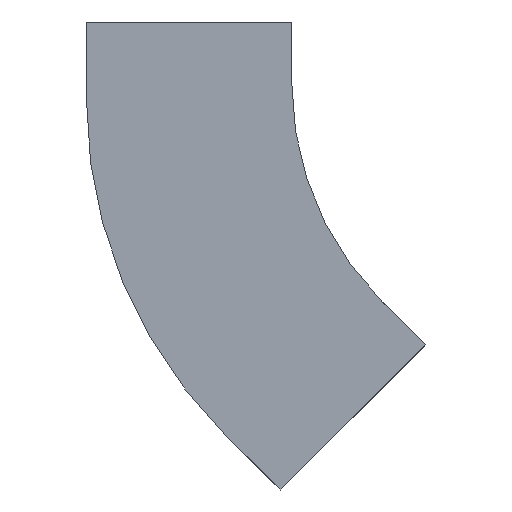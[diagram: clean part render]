
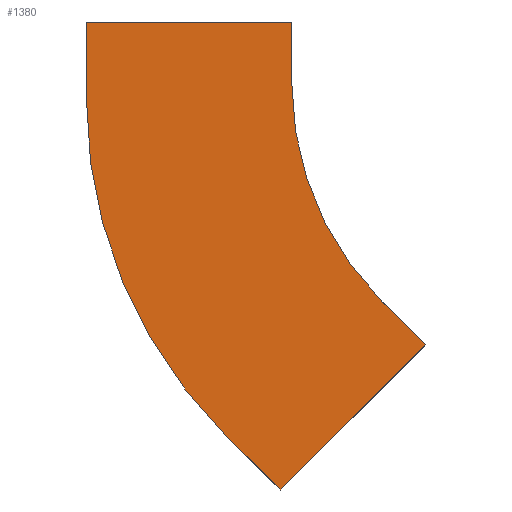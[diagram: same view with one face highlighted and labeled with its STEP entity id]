
A CAD part, front view. The second image highlights one B-rep face of the part: STEP entity #1380.
In plain terms, the highlighted planar face has unit normal (0, -1, 0).
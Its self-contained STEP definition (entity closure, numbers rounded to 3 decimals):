
#4 = CARTESIAN_POINT ( 'NONE',  ( -50., 0., 0. ) ) ;
#6 = DIRECTION ( 'NONE',  ( 0., 0., 1. ) ) ;
#12 = CARTESIAN_POINT ( 'NONE',  ( -50., 0., 0. ) ) ;
#13 = DIRECTION ( 'NONE',  ( 1., 0., 0. ) ) ;
#41 = DIRECTION ( 'NONE',  ( 0., 0., -1. ) ) ;
#43 = CARTESIAN_POINT ( 'NONE',  ( 50., 0., 0. ) ) ;
#53 = CARTESIAN_POINT ( 'NONE',  ( 200., 0., -30. ) ) ;
#54 = DIRECTION ( 'NONE',  ( 0., -1., 0. ) ) ;
#55 = DIRECTION ( 'NONE',  ( 0., 0., -1. ) ) ;
#75 = DIRECTION ( 'NONE',  ( 0.707, 0., -0.707 ) ) ;
#78 = CARTESIAN_POINT ( 'NONE',  ( 115.147, 0., -157.279 ) ) ;
#92 = CARTESIAN_POINT ( 'NONE',  ( 44.437, 0., -227.99 ) ) ;
#93 = DIRECTION ( 'NONE',  ( -0.707, 0., -0.707 ) ) ;
#269 = FACE_OUTER_BOUND ( 'NONE', #1569, .T. ) ;
#366 = CARTESIAN_POINT ( 'NONE',  ( 17.365, 0., -200.919 ) ) ;
#373 = CARTESIAN_POINT ( 'NONE',  ( 44.437, 0., -227.99 ) ) ;
#382 = CARTESIAN_POINT ( 'NONE',  ( 115.147, 0., -157.279 ) ) ;
#388 = CARTESIAN_POINT ( 'NONE',  ( 93.934, 0., -136.066 ) ) ;
#394 = CARTESIAN_POINT ( 'NONE',  ( 50., 0., -30. ) ) ;
#406 = CARTESIAN_POINT ( 'NONE',  ( -50., 0., 0. ) ) ;
#407 = CARTESIAN_POINT ( 'NONE',  ( 50., 0., 0. ) ) ;
#412 = CARTESIAN_POINT ( 'NONE',  ( -50., 0., -38.284 ) ) ;
#435 = DIRECTION ( 'NONE',  ( -0.707, 0., 0.707 ) ) ;
#438 = CARTESIAN_POINT ( 'NONE',  ( 17.365, 0., -200.919 ) ) ;
#445 = CARTESIAN_POINT ( 'NONE',  ( 180., 0., -38.284 ) ) ;
#446 = DIRECTION ( 'NONE',  ( 0., 1., 0. ) ) ;
#447 = DIRECTION ( 'NONE',  ( 0., 0., 1. ) ) ;
#499 = LINE ( 'NONE', #4, #503 ) ;
#503 = VECTOR ( 'NONE', #6, 1000. ) ;
#508 = LINE ( 'NONE', #12, #511 ) ;
#511 = VECTOR ( 'NONE', #13, 1000. ) ;
#533 = LINE ( 'NONE', #43, #537 ) ;
#537 = VECTOR ( 'NONE', #41, 1000. ) ;
#538 = CIRCLE ( 'NONE', #1089, 150. ) ;
#555 = LINE ( 'NONE', #78, #559 ) ;
#559 = VECTOR ( 'NONE', #75, 1000. ) ;
#568 = LINE ( 'NONE', #92, #571 ) ;
#571 = VECTOR ( 'NONE', #93, 1000. ) ;
#584 = LINE ( 'NONE', #438, #591 ) ;
#591 = VECTOR ( 'NONE', #435, 1000. ) ;
#594 = CIRCLE ( 'NONE', #1099, 230. ) ;
#783 = EDGE_CURVE ( 'NONE', #910, #904, #499, .T. ) ;
#787 = EDGE_CURVE ( 'NONE', #904, #905, #508, .T. ) ;
#802 = EDGE_CURVE ( 'NONE', #905, #892, #533, .T. ) ;
#805 = EDGE_CURVE ( 'NONE', #892, #886, #538, .T. ) ;
#816 = EDGE_CURVE ( 'NONE', #886, #880, #555, .T. ) ;
#822 = EDGE_CURVE ( 'NONE', #880, #871, #568, .T. ) ;
#864 = VERTEX_POINT ( 'NONE', #366 ) ;
#871 = VERTEX_POINT ( 'NONE', #373 ) ;
#880 = VERTEX_POINT ( 'NONE', #382 ) ;
#886 = VERTEX_POINT ( 'NONE', #388 ) ;
#892 = VERTEX_POINT ( 'NONE', #394 ) ;
#904 = VERTEX_POINT ( 'NONE', #406 ) ;
#905 = VERTEX_POINT ( 'NONE', #407 ) ;
#910 = VERTEX_POINT ( 'NONE', #412 ) ;
#994 = EDGE_CURVE ( 'NONE', #871, #864, #584, .T. ) ;
#997 = EDGE_CURVE ( 'NONE', #864, #910, #594, .T. ) ;
#1089 = AXIS2_PLACEMENT_3D ( 'NONE', #53, #54, #55 ) ;
#1099 = AXIS2_PLACEMENT_3D ( 'NONE', #445, #446, #447 ) ;
#1380 = ADVANCED_FACE ( 'NONE', ( #269 ), #1440, .F. ) ;
#1438 = CARTESIAN_POINT ( 'NONE',  ( 180., 0., -38.284 ) ) ;
#1440 = PLANE ( 'NONE',  #1723 ) ;
#1442 = DIRECTION ( 'NONE',  ( 0., 1., 0. ) ) ;
#1443 = DIRECTION ( 'NONE',  ( 0., 0., 1. ) ) ;
#1569 = EDGE_LOOP ( 'NONE', ( #1664, #1665, #1666, #1667, #1668, #1669, #1670, #1671 ) ) ;
#1664 = ORIENTED_EDGE ( 'NONE', *, *, #994, .F. ) ;
#1665 = ORIENTED_EDGE ( 'NONE', *, *, #822, .F. ) ;
#1666 = ORIENTED_EDGE ( 'NONE', *, *, #816, .F. ) ;
#1667 = ORIENTED_EDGE ( 'NONE', *, *, #805, .F. ) ;
#1668 = ORIENTED_EDGE ( 'NONE', *, *, #802, .F. ) ;
#1669 = ORIENTED_EDGE ( 'NONE', *, *, #787, .F. ) ;
#1670 = ORIENTED_EDGE ( 'NONE', *, *, #783, .F. ) ;
#1671 = ORIENTED_EDGE ( 'NONE', *, *, #997, .F. ) ;
#1723 = AXIS2_PLACEMENT_3D ( 'NONE', #1438, #1442, #1443 ) ;
